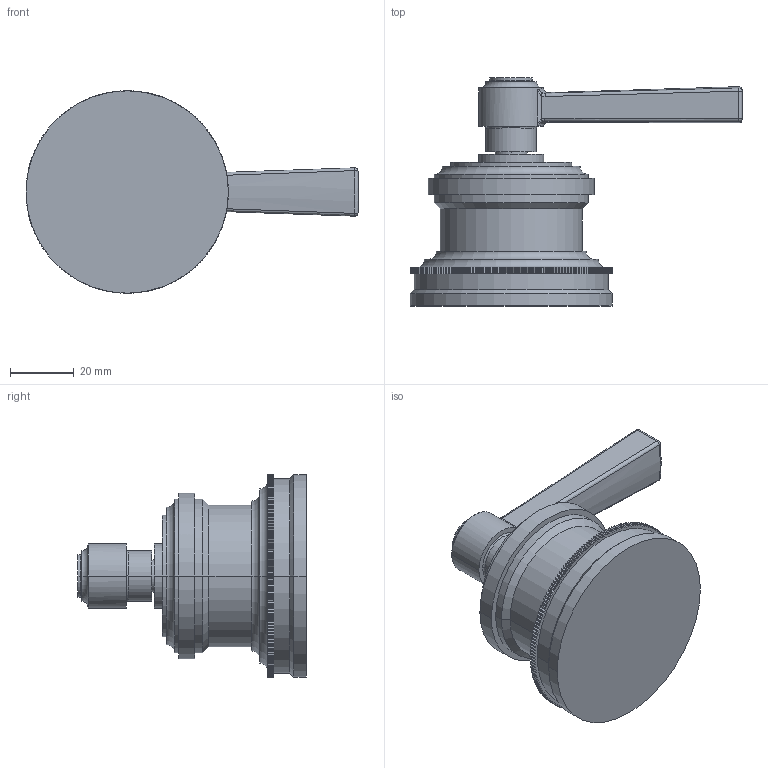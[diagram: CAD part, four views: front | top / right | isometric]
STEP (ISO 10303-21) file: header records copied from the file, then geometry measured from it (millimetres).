
FILE_DESCRIPTION((''),'2;1');
FILE_NAME('3-279L','2021-01-01T11:50:32',('jinson.thomas'),(''),'CREO PARAMETRIC BY PTC INC, 2018400','CREO PARAMETRIC BY PTC INC, 2018400','');
FILE_SCHEMA(('CONFIG_CONTROL_DESIGN'));
Length unit declared in the file: inch
Products named in the file (1): 3-279L
Bounding box: 104.14 x 71.58 x 63.5 mm (x, y, z)
Volume: 109793.5 mm3; surface area: 19184.5 mm2
Topology: 1 solids, 1 shells, 628 faces, 1798 edges, 1185 vertices
Faces by surface type: plane 378, cylinder 208, bspline 22, torus 12, cone 4, sphere 4
Entity records: 21112 total; most frequent: CARTESIAN_POINT 4397, ORIENTED_EDGE 3596, DIRECTION 3416, EDGE_CURVE 1798, VECTOR 1296, LINE 1296, VERTEX_POINT 1185, AXIS2_PLACEMENT_3D 1060
